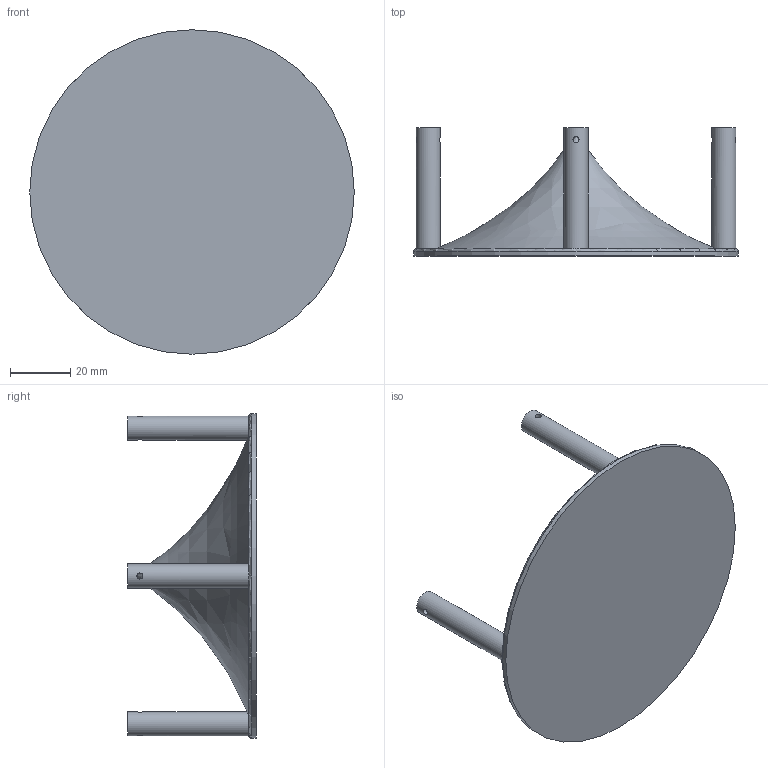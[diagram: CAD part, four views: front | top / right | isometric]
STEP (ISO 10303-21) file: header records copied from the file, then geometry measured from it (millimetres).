
FILE_DESCRIPTION(/* description */ (''),/* implementation_level */ '2;1');
FILE_NAME(/* name */ 'chamber stand - GRS 3FR-4.step',/* time_stamp */ '2025-05-01T15:50:44-04:00',/* author */ (''),/* organization */ (''),/* preprocessor_version */ 'ST-DEVELOPER v20.1',/* originating_system */ 'Autodesk Translation Framework v14.4.0.0',/* authorisation */ '');
FILE_SCHEMA (('AUTOMOTIVE_DESIGN { 1 0 10303 214 3 1 1 }'));
Length unit declared in the file: millimetre
Products named in the file (1): (Unsaved)
Bounding box: 107.5 x 42.5 x 107.5 mm (x, y, z)
Volume: 88869.8 mm3; surface area: 24776.7 mm2
Topology: 1 solids, 1 shells, 33 faces, 109 edges, 77 vertices
Faces by surface type: cylinder 17, plane 13, bspline 2, torus 1
Full cylindrical faces by diameter (mm): 2 x8, 5.25 x4, 8 x4, 107.5 x1
Entity records: 1922 total; most frequent: CARTESIAN_POINT 969, ORIENTED_EDGE 216, DIRECTION 157, EDGE_CURVE 108, VERTEX_POINT 77, AXIS2_PLACEMENT_3D 68, B_SPLINE_CURVE_WITH_KNOTS 50, EDGE_LOOP 49
